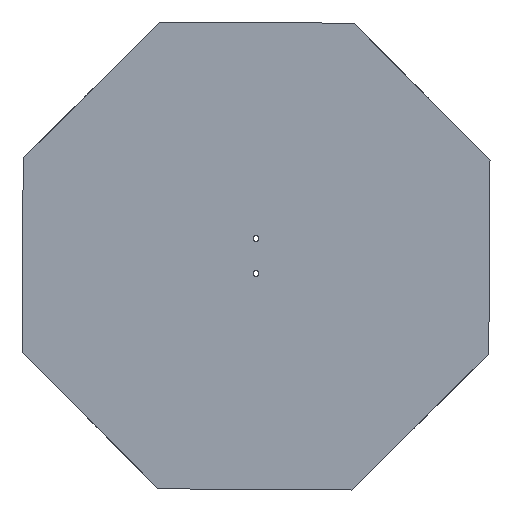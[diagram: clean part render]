
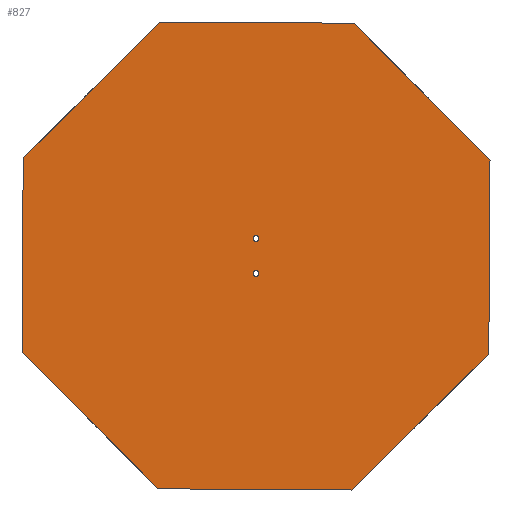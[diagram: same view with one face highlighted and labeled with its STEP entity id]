
A CAD part, front view. The second image highlights one B-rep face of the part: STEP entity #827.
In plain terms, the highlighted planar face has unit normal (0, -1, 0).
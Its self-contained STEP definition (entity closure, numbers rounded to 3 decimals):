
#49=FACE_BOUND('',#178,.T.);
#50=FACE_BOUND('',#179,.T.);
#69=PLANE('',#930);
#106=FACE_OUTER_BOUND('',#177,.T.);
#177=EDGE_LOOP('',(#746,#747,#748,#749,#750,#751,#752,#753));
#178=EDGE_LOOP('',(#754,#755));
#179=EDGE_LOOP('',(#756,#757));
#240=LINE('',#1347,#306);
#244=LINE('',#1355,#310);
#247=LINE('',#1361,#313);
#250=LINE('',#1367,#316);
#253=LINE('',#1373,#319);
#256=LINE('',#1379,#322);
#259=LINE('',#1385,#325);
#262=LINE('',#1390,#328);
#306=VECTOR('',#1124,10.);
#310=VECTOR('',#1130,10.);
#313=VECTOR('',#1135,10.);
#316=VECTOR('',#1140,10.);
#319=VECTOR('',#1145,10.);
#322=VECTOR('',#1150,10.);
#325=VECTOR('',#1155,10.);
#328=VECTOR('',#1160,10.);
#354=CIRCLE('',#906,0.25);
#355=CIRCLE('',#907,0.25);
#357=CIRCLE('',#910,0.25);
#358=CIRCLE('',#911,0.25);
#400=VERTEX_POINT('',#1280);
#401=VERTEX_POINT('',#1281);
#403=VERTEX_POINT('',#1288);
#404=VERTEX_POINT('',#1289);
#422=VERTEX_POINT('',#1345);
#423=VERTEX_POINT('',#1346);
#426=VERTEX_POINT('',#1354);
#428=VERTEX_POINT('',#1360);
#430=VERTEX_POINT('',#1366);
#432=VERTEX_POINT('',#1372);
#434=VERTEX_POINT('',#1378);
#436=VERTEX_POINT('',#1384);
#494=EDGE_CURVE('',#400,#401,#354,.T.);
#495=EDGE_CURVE('',#401,#400,#355,.T.);
#498=EDGE_CURVE('',#403,#404,#357,.T.);
#499=EDGE_CURVE('',#404,#403,#358,.T.);
#526=EDGE_CURVE('',#422,#423,#240,.T.);
#530=EDGE_CURVE('',#423,#426,#244,.T.);
#533=EDGE_CURVE('',#426,#428,#247,.T.);
#536=EDGE_CURVE('',#428,#430,#250,.T.);
#539=EDGE_CURVE('',#430,#432,#253,.T.);
#542=EDGE_CURVE('',#432,#434,#256,.T.);
#545=EDGE_CURVE('',#434,#436,#259,.T.);
#548=EDGE_CURVE('',#436,#422,#262,.T.);
#746=ORIENTED_EDGE('',*,*,#548,.T.);
#747=ORIENTED_EDGE('',*,*,#526,.T.);
#748=ORIENTED_EDGE('',*,*,#530,.T.);
#749=ORIENTED_EDGE('',*,*,#533,.T.);
#750=ORIENTED_EDGE('',*,*,#536,.T.);
#751=ORIENTED_EDGE('',*,*,#539,.T.);
#752=ORIENTED_EDGE('',*,*,#542,.T.);
#753=ORIENTED_EDGE('',*,*,#545,.T.);
#754=ORIENTED_EDGE('',*,*,#494,.T.);
#755=ORIENTED_EDGE('',*,*,#495,.T.);
#756=ORIENTED_EDGE('',*,*,#498,.T.);
#757=ORIENTED_EDGE('',*,*,#499,.T.);
#827=ADVANCED_FACE('',(#106,#49,#50),#69,.T.);
#906=AXIS2_PLACEMENT_3D('',#1282,#1064,#1065);
#907=AXIS2_PLACEMENT_3D('',#1283,#1066,#1067);
#910=AXIS2_PLACEMENT_3D('',#1290,#1073,#1074);
#911=AXIS2_PLACEMENT_3D('',#1291,#1075,#1076);
#930=AXIS2_PLACEMENT_3D('',#1392,#1162,#1163);
#1064=DIRECTION('center_axis',(0.,1.,0.));
#1065=DIRECTION('ref_axis',(1.,0.,0.));
#1066=DIRECTION('center_axis',(0.,1.,0.));
#1067=DIRECTION('ref_axis',(1.,0.,0.));
#1073=DIRECTION('center_axis',(0.,1.,0.));
#1074=DIRECTION('ref_axis',(1.,0.,0.));
#1075=DIRECTION('center_axis',(0.,1.,0.));
#1076=DIRECTION('ref_axis',(1.,0.,0.));
#1124=DIRECTION('',(0.711,0.,0.703));
#1130=DIRECTION('',(0.006,0.,1.));
#1135=DIRECTION('',(-0.703,0.,0.711));
#1140=DIRECTION('',(-1.,0.,0.006));
#1145=DIRECTION('',(-0.711,0.,-0.703));
#1150=DIRECTION('',(-0.006,0.,-1.));
#1155=DIRECTION('',(0.703,0.,-0.711));
#1160=DIRECTION('',(1.,0.,-0.006));
#1162=DIRECTION('center_axis',(0.,-1.,0.));
#1163=DIRECTION('ref_axis',(0.,0.,-1.));
#1280=CARTESIAN_POINT('',(0.25,0.,1.5));
#1281=CARTESIAN_POINT('',(-0.25,0.,1.5));
#1282=CARTESIAN_POINT('Origin',(0.,0.,1.5));
#1283=CARTESIAN_POINT('Origin',(0.,0.,1.5));
#1288=CARTESIAN_POINT('',(0.25,0.,-1.5));
#1289=CARTESIAN_POINT('',(-0.25,0.,-1.5));
#1290=CARTESIAN_POINT('Origin',(0.,0.,-1.5));
#1291=CARTESIAN_POINT('Origin',(0.,0.,-1.5));
#1345=CARTESIAN_POINT('',(8.16,0.,-20.051));
#1346=CARTESIAN_POINT('',(19.948,0.,-8.408));
#1347=CARTESIAN_POINT('',(8.16,0.,-20.051));
#1354=CARTESIAN_POINT('',(20.051,0.,8.16));
#1355=CARTESIAN_POINT('',(19.948,0.,-8.408));
#1360=CARTESIAN_POINT('',(8.408,0.,19.948));
#1361=CARTESIAN_POINT('',(20.051,0.,8.16));
#1366=CARTESIAN_POINT('',(-8.16,0.,20.051));
#1367=CARTESIAN_POINT('',(8.408,0.,19.948));
#1372=CARTESIAN_POINT('',(-19.948,0.,8.408));
#1373=CARTESIAN_POINT('',(-8.16,0.,20.051));
#1378=CARTESIAN_POINT('',(-20.051,0.,-8.16));
#1379=CARTESIAN_POINT('',(-19.948,0.,8.408));
#1384=CARTESIAN_POINT('',(-8.408,0.,-19.948));
#1385=CARTESIAN_POINT('',(-20.051,0.,-8.16));
#1390=CARTESIAN_POINT('',(-8.408,0.,-19.948));
#1392=CARTESIAN_POINT('Origin',(0.,0.,0.));
